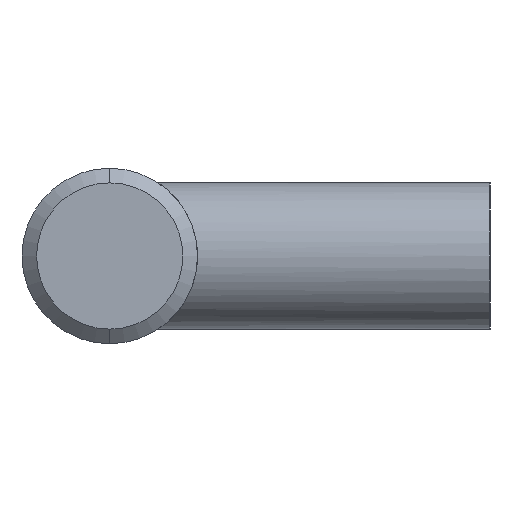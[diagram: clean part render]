
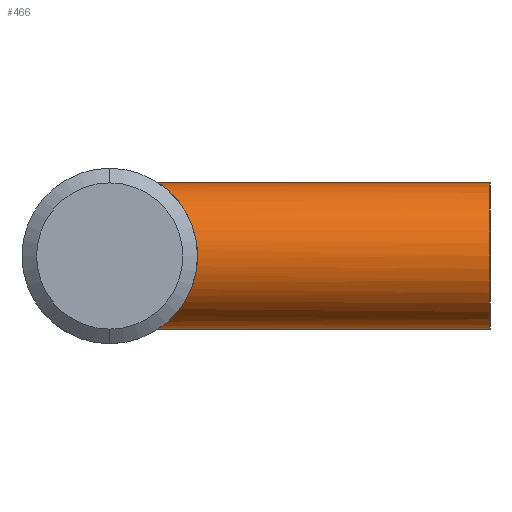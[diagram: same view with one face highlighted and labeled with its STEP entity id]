
A CAD part, left-side view. The second image highlights one B-rep face of the part: STEP entity #466.
In plain terms, the highlighted cylindrical face has radius 5 mm (diameter 10 mm), a partial arc.
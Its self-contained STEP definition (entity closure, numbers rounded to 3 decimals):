
#13 = CARTESIAN_POINT ( 'NONE',  ( -4.284, -5.417, 2.597 ) ) ;
#18 = DIRECTION ( 'NONE',  ( 0., 0., 1. ) ) ;
#50 = CARTESIAN_POINT ( 'NONE',  ( -1.36, -3.571, 4.823 ) ) ;
#55 = CARTESIAN_POINT ( 'NONE',  ( -4.991, -5.993, -0.342 ) ) ;
#59 = ORIENTED_EDGE ( 'NONE', *, *, #510, .T. ) ;
#60 = CARTESIAN_POINT ( 'NONE',  ( -3.272, -4.656, 3.794 ) ) ;
#63 = CARTESIAN_POINT ( 'NONE',  ( -4.818, -5.849, 1.38 ) ) ;
#81 = CARTESIAN_POINT ( 'NONE',  ( 0., -3.317, -5. ) ) ;
#85 = EDGE_LOOP ( 'NONE', ( #569, #125, #59, #250 ) ) ;
#86 = CARTESIAN_POINT ( 'NONE',  ( 0., -3.317, 5. ) ) ;
#94 = CARTESIAN_POINT ( 'NONE',  ( -0.697, -3.385, -4.954 ) ) ;
#96 = CARTESIAN_POINT ( 'NONE',  ( -2.252, -4.001, -4.475 ) ) ;
#99 = CARTESIAN_POINT ( 'NONE',  ( -4.449, -5.548, -2.307 ) ) ;
#104 = CARTESIAN_POINT ( 'NONE',  ( -2.527, -4.165, -4.325 ) ) ;
#107 = DIRECTION ( 'NONE',  ( 0., 1., 0. ) ) ;
#109 = CARTESIAN_POINT ( 'NONE',  ( -1.667, -3.704, 4.724 ) ) ;
#125 = ORIENTED_EDGE ( 'NONE', *, *, #246, .T. ) ;
#144 = CARTESIAN_POINT ( 'NONE',  ( 0., -3.317, -5. ) ) ;
#153 = CARTESIAN_POINT ( 'NONE',  ( -4.717, -5.766, -1.692 ) ) ;
#155 = CARTESIAN_POINT ( 'NONE',  ( -3.277, -4.66, -3.789 ) ) ;
#158 = CARTESIAN_POINT ( 'NONE',  ( 0., -3.317, 5. ) ) ;
#166 = DIRECTION ( 'NONE',  ( 0., 1., 0. ) ) ;
#178 = VERTEX_POINT ( 'NONE', #86 ) ;
#182 = VERTEX_POINT ( 'NONE', #481 ) ;
#191 = CARTESIAN_POINT ( 'NONE',  ( -1.356, -3.58, -4.815 ) ) ;
#202 = CARTESIAN_POINT ( 'NONE',  ( -4.926, -5.938, 0.875 ) ) ;
#227 = VERTEX_POINT ( 'NONE', #81 ) ;
#236 = CARTESIAN_POINT ( 'NONE',  ( 0., -26., -5. ) ) ;
#238 = CARTESIAN_POINT ( 'NONE',  ( -1.195, -3.522, -4.858 ) ) ;
#243 = CARTESIAN_POINT ( 'NONE',  ( -4.991, -5.992, 0.354 ) ) ;
#246 = EDGE_CURVE ( 'NONE', #601, #182, #486, .T. ) ;
#250 = ORIENTED_EDGE ( 'NONE', *, *, #536, .T. ) ;
#251 = FACE_OUTER_BOUND ( 'NONE', #85, .T. ) ;
#258 = CARTESIAN_POINT ( 'NONE',  ( -4.954, -5.961, 0.702 ) ) ;
#283 = LINE ( 'NONE', #550, #516 ) ;
#289 = CARTESIAN_POINT ( 'NONE',  ( -0.865, -3.424, -4.927 ) ) ;
#290 = DIRECTION ( 'NONE',  ( 0., 1., 0. ) ) ;
#295 = CARTESIAN_POINT ( 'NONE',  ( -3.924, -5.136, -3.116 ) ) ;
#305 = CYLINDRICAL_SURFACE ( 'NONE', #511, 5. ) ;
#308 = CARTESIAN_POINT ( 'NONE',  ( -4.713, -5.762, 1.703 ) ) ;
#313 = CARTESIAN_POINT ( 'NONE',  ( 0., -26., 0. ) ) ;
#315 = AXIS2_PLACEMENT_3D ( 'NONE', #313, #166, #18 ) ;
#347 = CARTESIAN_POINT ( 'NONE',  ( -1.816, -3.779, -4.661 ) ) ;
#350 = CARTESIAN_POINT ( 'NONE',  ( -0.175, -3.317, -5. ) ) ;
#351 = CARTESIAN_POINT ( 'NONE',  ( -3.714, -4.977, 3.362 ) ) ;
#354 = CARTESIAN_POINT ( 'NONE',  ( -3.04, -4.494, -3.982 ) ) ;
#360 = CARTESIAN_POINT ( 'NONE',  ( -2.249, -3.999, 4.477 ) ) ;
#361 = B_SPLINE_CURVE_WITH_KNOTS ( 'NONE', 3,
 ( #158, #556, #497, #50, #109, #360, #503, #412, #60, #351, #558, #13, #607, #308, #63, #202, #258, #243, #451, #55, #501, #640, #404, #153, #99, #599, #295, #406, #155, #354, #104, #96, #347, #552, #191, #238, #289, #94, #485, #350, #144 ),
 .UNSPECIFIED., .F., .F.,
 ( 4, 2, 2, 2, 2, 2, 2, 2, 2, 1, 2, 2, 2, 2, 2, 2, 2, 2, 2, 2, 4 ),
 ( 0., 0.001, 0.002, 0.003, 0.004, 0.005, 0.006, 0.007, 0.008, 0.008, 0.009, 0.009, 0.01, 0.011, 0.013, 0.014, 0.015, 0.015, 0.016, 0.016, 0.017 ),
 .UNSPECIFIED. ) ;
#363 = CARTESIAN_POINT ( 'NONE',  ( 0., -26., 0. ) ) ;
#404 = CARTESIAN_POINT ( 'NONE',  ( -4.821, -5.852, -1.369 ) ) ;
#406 = CARTESIAN_POINT ( 'NONE',  ( -3.718, -4.98, -3.357 ) ) ;
#412 = CARTESIAN_POINT ( 'NONE',  ( -3.035, -4.491, 3.986 ) ) ;
#451 = CARTESIAN_POINT ( 'NONE',  ( -5.009, -6.008, 0.006 ) ) ;
#453 = CARTESIAN_POINT ( 'NONE',  ( 0., -26., 5. ) ) ;
#459 = DIRECTION ( 'NONE',  ( 0., 1., 0. ) ) ;
#466 = ADVANCED_FACE ( 'NONE', ( #251 ), #305, .T. ) ;
#481 = CARTESIAN_POINT ( 'NONE',  ( 0., -26., 5. ) ) ;
#485 = CARTESIAN_POINT ( 'NONE',  ( -0.353, -3.331, -4.991 ) ) ;
#486 = CIRCLE ( 'NONE', #315, 5. ) ;
#497 = CARTESIAN_POINT ( 'NONE',  ( -0.696, -3.374, 4.963 ) ) ;
#501 = CARTESIAN_POINT ( 'NONE',  ( -4.955, -5.963, -0.689 ) ) ;
#503 = CARTESIAN_POINT ( 'NONE',  ( -2.525, -4.164, 4.327 ) ) ;
#505 = DIRECTION ( 'NONE',  ( 0., 0., 1. ) ) ;
#510 = EDGE_CURVE ( 'NONE', #182, #178, #604, .T. ) ;
#511 = AXIS2_PLACEMENT_3D ( 'NONE', #363, #107, #505 ) ;
#516 = VECTOR ( 'NONE', #290, 1000. ) ;
#536 = EDGE_CURVE ( 'NONE', #178, #227, #361, .T. ) ;
#546 = VECTOR ( 'NONE', #459, 1000. ) ;
#550 = CARTESIAN_POINT ( 'NONE',  ( 0., -26., -5. ) ) ;
#552 = CARTESIAN_POINT ( 'NONE',  ( -1.667, -3.709, -4.717 ) ) ;
#556 = CARTESIAN_POINT ( 'NONE',  ( -0.354, -3.317, 5. ) ) ;
#558 = CARTESIAN_POINT ( 'NONE',  ( -3.921, -5.134, 3.119 ) ) ;
#569 = ORIENTED_EDGE ( 'NONE', *, *, #577, .F. ) ;
#577 = EDGE_CURVE ( 'NONE', #601, #227, #283, .T. ) ;
#599 = CARTESIAN_POINT ( 'NONE',  ( -4.289, -5.42, -2.59 ) ) ;
#601 = VERTEX_POINT ( 'NONE', #236 ) ;
#604 = LINE ( 'NONE', #453, #546 ) ;
#607 = CARTESIAN_POINT ( 'NONE',  ( -4.444, -5.545, 2.316 ) ) ;
#640 = CARTESIAN_POINT ( 'NONE',  ( -4.928, -5.94, -0.863 ) ) ;
